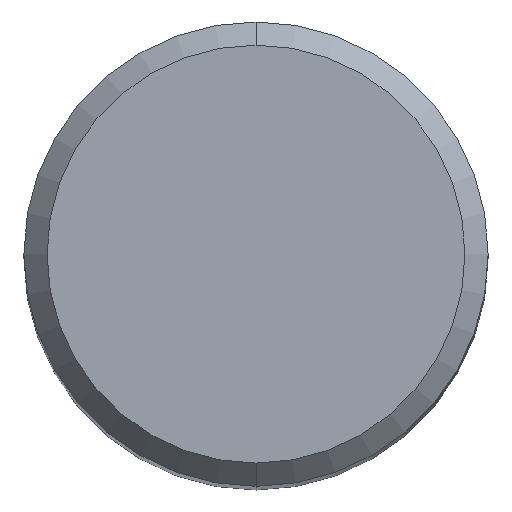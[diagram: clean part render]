
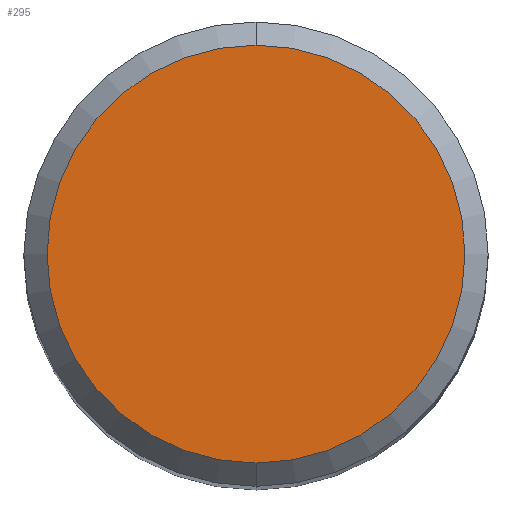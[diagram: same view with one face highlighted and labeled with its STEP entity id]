
A CAD part, top view. The second image highlights one B-rep face of the part: STEP entity #295.
In plain terms, the highlighted planar face has unit normal (0, 0, 1).
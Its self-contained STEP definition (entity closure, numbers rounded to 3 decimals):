
#201=EDGE_CURVE('',#459,#397,#508,.T.);
#295=ADVANCED_FACE('',(#609),#610,.T.);
#317=EDGE_CURVE('',#397,#459,#633,.T.);
#397=VERTEX_POINT('',#723);
#459=VERTEX_POINT('',#795);
#508=CIRCLE('',#871,4.5);
#609=FACE_OUTER_BOUND('',#1056,.T.);
#610=PLANE('',#1057);
#633=CIRCLE('',#1142,4.5);
#723=CARTESIAN_POINT('',(0.,-4.5,0.0));
#795=CARTESIAN_POINT('',(0.0,4.5,0.0));
#871=AXIS2_PLACEMENT_3D('',#1486,#1487,#1488);
#1056=EDGE_LOOP('',(#1584,#1585));
#1057=AXIS2_PLACEMENT_3D('',#1586,#1587,#1588);
#1142=AXIS2_PLACEMENT_3D('',#1608,#1609,#1610);
#1486=CARTESIAN_POINT('',(0.0,0.0,0.0));
#1487=DIRECTION('',(0.0,0.0,-1.0));
#1488=DIRECTION('',(0.0,1.0,0.0));
#1584=ORIENTED_EDGE('',*,*,#201,.F.);
#1585=ORIENTED_EDGE('',*,*,#317,.F.);
#1586=CARTESIAN_POINT('',(0.0,2.25,0.0));
#1587=DIRECTION('',(-0.0,0.0,1.0));
#1588=DIRECTION('',(0.0,-1.0,0.0));
#1608=CARTESIAN_POINT('',(0.0,0.0,0.0));
#1609=DIRECTION('',(0.0,0.0,-1.0));
#1610=DIRECTION('',(0.0,1.0,0.0));
